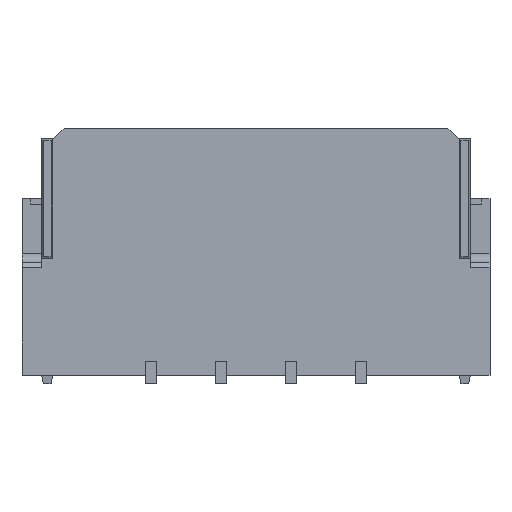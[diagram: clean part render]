
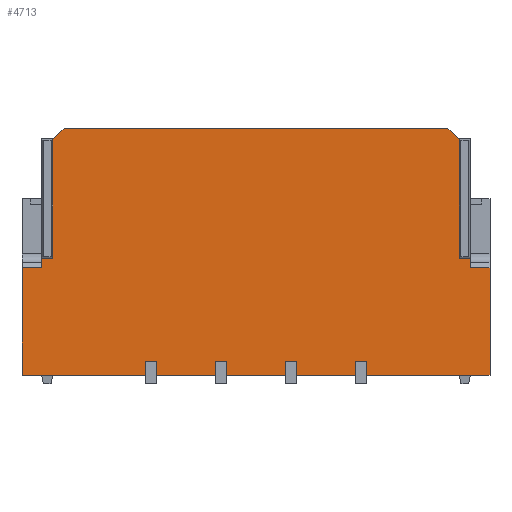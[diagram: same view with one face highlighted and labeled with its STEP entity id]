
A CAD part, front view. The second image highlights one B-rep face of the part: STEP entity #4713.
In plain terms, the highlighted planar face has unit normal (0, -1, 0).
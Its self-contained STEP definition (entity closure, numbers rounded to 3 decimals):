
#83=FACE_OUTER_BOUND('',#333,.T.);
#333=EDGE_LOOP('',(#3117,#3118,#3119,#3120,#3121,#3122,#3123,#3124,#3125,
#3126,#3127,#3128,#3129,#3130,#3131,#3132,#3133,#3134,#3135,#3136,#3137,
#3138,#3139,#3140,#3141,#3142,#3143,#3144,#3145,#3146));
#580=LINE('',#6521,#1244);
#584=LINE('',#6529,#1248);
#588=LINE('',#6537,#1252);
#592=LINE('',#6545,#1256);
#604=LINE('',#6569,#1268);
#611=LINE('',#6582,#1275);
#623=LINE('',#6616,#1287);
#624=LINE('',#6618,#1288);
#625=LINE('',#6620,#1289);
#626=LINE('',#6622,#1290);
#627=LINE('',#6624,#1291);
#628=LINE('',#6626,#1292);
#629=LINE('',#6628,#1293);
#630=LINE('',#6630,#1294);
#631=LINE('',#6632,#1295);
#632=LINE('',#6634,#1296);
#633=LINE('',#6636,#1297);
#634=LINE('',#6637,#1298);
#635=LINE('',#6639,#1299);
#636=LINE('',#6641,#1300);
#637=LINE('',#6642,#1301);
#638=LINE('',#6644,#1302);
#639=LINE('',#6646,#1303);
#640=LINE('',#6647,#1304);
#641=LINE('',#6649,#1305);
#642=LINE('',#6651,#1306);
#643=LINE('',#6652,#1307);
#644=LINE('',#6654,#1308);
#645=LINE('',#6655,#1309);
#646=LINE('',#6656,#1310);
#1244=VECTOR('',#5270,1.05);
#1248=VECTOR('',#5274,1.05);
#1252=VECTOR('',#5278,1.05);
#1256=VECTOR('',#5282,2.2);
#1268=VECTOR('',#5294,2.2);
#1275=VECTOR('',#5303,0.25);
#1287=VECTOR('',#5327,0.35);
#1288=VECTOR('',#5328,0.17);
#1289=VECTOR('',#5329,0.2);
#1290=VECTOR('',#5330,2.115);
#1291=VECTOR('',#5331,0.283);
#1292=VECTOR('',#5332,6.85);
#1293=VECTOR('',#5333,0.283);
#1294=VECTOR('',#5334,2.115);
#1295=VECTOR('',#5335,0.2);
#1296=VECTOR('',#5336,0.17);
#1297=VECTOR('',#5337,0.35);
#1298=VECTOR('',#5338,1.915);
#1299=VECTOR('',#5339,0.25);
#1300=VECTOR('',#5340,0.2);
#1301=VECTOR('',#5341,0.25);
#1302=VECTOR('',#5342,0.25);
#1303=VECTOR('',#5343,0.2);
#1304=VECTOR('',#5344,0.25);
#1305=VECTOR('',#5345,0.25);
#1306=VECTOR('',#5346,0.2);
#1307=VECTOR('',#5347,0.25);
#1308=VECTOR('',#5348,0.2);
#1309=VECTOR('',#5349,0.25);
#1310=VECTOR('',#5350,1.915);
#1907=VERTEX_POINT('',#6517);
#1909=VERTEX_POINT('',#6520);
#1912=VERTEX_POINT('',#6526);
#1913=VERTEX_POINT('',#6528);
#1916=VERTEX_POINT('',#6534);
#1917=VERTEX_POINT('',#6536);
#1920=VERTEX_POINT('',#6542);
#1921=VERTEX_POINT('',#6544);
#1932=VERTEX_POINT('',#6566);
#1933=VERTEX_POINT('',#6568);
#1938=VERTEX_POINT('',#6580);
#1953=VERTEX_POINT('',#6614);
#1954=VERTEX_POINT('',#6615);
#1955=VERTEX_POINT('',#6617);
#1956=VERTEX_POINT('',#6619);
#1957=VERTEX_POINT('',#6621);
#1958=VERTEX_POINT('',#6623);
#1959=VERTEX_POINT('',#6625);
#1960=VERTEX_POINT('',#6627);
#1961=VERTEX_POINT('',#6629);
#1962=VERTEX_POINT('',#6631);
#1963=VERTEX_POINT('',#6633);
#1964=VERTEX_POINT('',#6635);
#1965=VERTEX_POINT('',#6638);
#1966=VERTEX_POINT('',#6640);
#1967=VERTEX_POINT('',#6643);
#1968=VERTEX_POINT('',#6645);
#1969=VERTEX_POINT('',#6648);
#1970=VERTEX_POINT('',#6650);
#1971=VERTEX_POINT('',#6653);
#2364=EDGE_CURVE('',#1909,#1907,#580,.T.);
#2368=EDGE_CURVE('',#1913,#1912,#584,.T.);
#2372=EDGE_CURVE('',#1917,#1916,#588,.T.);
#2376=EDGE_CURVE('',#1921,#1920,#592,.T.);
#2388=EDGE_CURVE('',#1933,#1932,#604,.T.);
#2395=EDGE_CURVE('',#1907,#1938,#611,.T.);
#2410=EDGE_CURVE('',#1953,#1954,#623,.T.);
#2411=EDGE_CURVE('',#1954,#1955,#624,.T.);
#2412=EDGE_CURVE('',#1956,#1955,#625,.T.);
#2413=EDGE_CURVE('',#1956,#1957,#626,.T.);
#2414=EDGE_CURVE('',#1957,#1958,#627,.T.);
#2415=EDGE_CURVE('',#1959,#1958,#628,.T.);
#2416=EDGE_CURVE('',#1959,#1960,#629,.T.);
#2417=EDGE_CURVE('',#1961,#1960,#630,.T.);
#2418=EDGE_CURVE('',#1961,#1962,#631,.T.);
#2419=EDGE_CURVE('',#1962,#1963,#632,.T.);
#2420=EDGE_CURVE('',#1963,#1964,#633,.T.);
#2421=EDGE_CURVE('',#1921,#1964,#634,.T.);
#2422=EDGE_CURVE('',#1965,#1920,#635,.T.);
#2423=EDGE_CURVE('',#1965,#1966,#636,.T.);
#2424=EDGE_CURVE('',#1966,#1917,#637,.T.);
#2425=EDGE_CURVE('',#1916,#1967,#638,.T.);
#2426=EDGE_CURVE('',#1967,#1968,#639,.T.);
#2427=EDGE_CURVE('',#1913,#1968,#640,.T.);
#2428=EDGE_CURVE('',#1912,#1969,#641,.T.);
#2429=EDGE_CURVE('',#1969,#1970,#642,.T.);
#2430=EDGE_CURVE('',#1909,#1970,#643,.T.);
#2431=EDGE_CURVE('',#1938,#1971,#644,.T.);
#2432=EDGE_CURVE('',#1933,#1971,#645,.T.);
#2433=EDGE_CURVE('',#1932,#1953,#646,.T.);
#3117=ORIENTED_EDGE('',*,*,#2410,.T.);
#3118=ORIENTED_EDGE('',*,*,#2411,.T.);
#3119=ORIENTED_EDGE('',*,*,#2412,.F.);
#3120=ORIENTED_EDGE('',*,*,#2413,.T.);
#3121=ORIENTED_EDGE('',*,*,#2414,.T.);
#3122=ORIENTED_EDGE('',*,*,#2415,.F.);
#3123=ORIENTED_EDGE('',*,*,#2416,.T.);
#3124=ORIENTED_EDGE('',*,*,#2417,.F.);
#3125=ORIENTED_EDGE('',*,*,#2418,.T.);
#3126=ORIENTED_EDGE('',*,*,#2419,.T.);
#3127=ORIENTED_EDGE('',*,*,#2420,.T.);
#3128=ORIENTED_EDGE('',*,*,#2421,.F.);
#3129=ORIENTED_EDGE('',*,*,#2376,.T.);
#3130=ORIENTED_EDGE('',*,*,#2422,.F.);
#3131=ORIENTED_EDGE('',*,*,#2423,.T.);
#3132=ORIENTED_EDGE('',*,*,#2424,.T.);
#3133=ORIENTED_EDGE('',*,*,#2372,.T.);
#3134=ORIENTED_EDGE('',*,*,#2425,.T.);
#3135=ORIENTED_EDGE('',*,*,#2426,.T.);
#3136=ORIENTED_EDGE('',*,*,#2427,.F.);
#3137=ORIENTED_EDGE('',*,*,#2368,.T.);
#3138=ORIENTED_EDGE('',*,*,#2428,.T.);
#3139=ORIENTED_EDGE('',*,*,#2429,.T.);
#3140=ORIENTED_EDGE('',*,*,#2430,.F.);
#3141=ORIENTED_EDGE('',*,*,#2364,.T.);
#3142=ORIENTED_EDGE('',*,*,#2395,.T.);
#3143=ORIENTED_EDGE('',*,*,#2431,.T.);
#3144=ORIENTED_EDGE('',*,*,#2432,.F.);
#3145=ORIENTED_EDGE('',*,*,#2388,.T.);
#3146=ORIENTED_EDGE('',*,*,#2433,.T.);
#4485=PLANE('',#4980);
#4713=ADVANCED_FACE('',(#83),#4485,.T.);
#4980=AXIS2_PLACEMENT_3D('',#6613,#5325,#5326);
#5270=DIRECTION('',(1.,0.,0.));
#5274=DIRECTION('',(1.,0.,0.));
#5278=DIRECTION('',(1.,0.,0.));
#5282=DIRECTION('',(1.,0.,0.));
#5294=DIRECTION('',(1.,0.,0.));
#5303=DIRECTION('',(0.,0.,1.));
#5325=DIRECTION('center_axis',(0.,-1.,0.));
#5326=DIRECTION('ref_axis',(1.,0.,0.));
#5327=DIRECTION('',(-1.,0.,0.));
#5328=DIRECTION('',(0.,0.,1.));
#5329=DIRECTION('',(1.,0.,0.));
#5330=DIRECTION('',(0.,0.,1.));
#5331=DIRECTION('',(-0.707,0.,0.707));
#5332=DIRECTION('',(1.,0.,0.));
#5333=DIRECTION('',(-0.707,0.,-0.707));
#5334=DIRECTION('',(0.,0.,1.));
#5335=DIRECTION('',(-1.,0.,0.));
#5336=DIRECTION('',(0.,0.,-1.));
#5337=DIRECTION('',(-1.,0.,0.));
#5338=DIRECTION('',(0.,0.,1.));
#5339=DIRECTION('',(0.,0.,-1.));
#5340=DIRECTION('',(1.,0.,0.));
#5341=DIRECTION('',(0.,0.,-1.));
#5342=DIRECTION('',(0.,0.,1.));
#5343=DIRECTION('',(1.,0.,0.));
#5344=DIRECTION('',(0.,0.,1.));
#5345=DIRECTION('',(0.,0.,1.));
#5346=DIRECTION('',(1.,0.,0.));
#5347=DIRECTION('',(0.,0.,1.));
#5348=DIRECTION('',(1.,0.,0.));
#5349=DIRECTION('',(0.,0.,1.));
#5350=DIRECTION('',(0.,0.,1.));
#6517=CARTESIAN_POINT('',(1.775,-2.725,-2.2));
#6520=CARTESIAN_POINT('',(0.725,-2.725,-2.2));
#6521=CARTESIAN_POINT('',(0.725,-2.725,-2.2));
#6526=CARTESIAN_POINT('',(0.525,-2.725,-2.2));
#6528=CARTESIAN_POINT('',(-0.525,-2.725,-2.2));
#6529=CARTESIAN_POINT('',(-0.525,-2.725,-2.2));
#6534=CARTESIAN_POINT('',(-0.725,-2.725,-2.2));
#6536=CARTESIAN_POINT('',(-1.775,-2.725,-2.2));
#6537=CARTESIAN_POINT('',(-1.775,-2.725,-2.2));
#6542=CARTESIAN_POINT('',(-1.975,-2.725,-2.2));
#6544=CARTESIAN_POINT('',(-4.175,-2.725,-2.2));
#6545=CARTESIAN_POINT('',(-4.175,-2.725,-2.2));
#6566=CARTESIAN_POINT('',(4.175,-2.725,-2.2));
#6568=CARTESIAN_POINT('',(1.975,-2.725,-2.2));
#6569=CARTESIAN_POINT('',(1.975,-2.725,-2.2));
#6580=CARTESIAN_POINT('',(1.775,-2.725,-1.95));
#6582=CARTESIAN_POINT('',(1.775,-2.725,-2.2));
#6613=CARTESIAN_POINT('Origin',(-4.175,-2.725,-2.2));
#6614=CARTESIAN_POINT('',(4.175,-2.725,-0.285));
#6615=CARTESIAN_POINT('',(3.825,-2.725,-0.285));
#6616=CARTESIAN_POINT('',(4.175,-2.725,-0.285));
#6617=CARTESIAN_POINT('',(3.825,-2.725,-0.115));
#6618=CARTESIAN_POINT('',(3.825,-2.725,-0.285));
#6619=CARTESIAN_POINT('',(3.625,-2.725,-0.115));
#6620=CARTESIAN_POINT('',(3.625,-2.725,-0.115));
#6621=CARTESIAN_POINT('',(3.625,-2.725,2.));
#6622=CARTESIAN_POINT('',(3.625,-2.725,-0.115));
#6623=CARTESIAN_POINT('',(3.425,-2.725,2.2));
#6624=CARTESIAN_POINT('',(3.625,-2.725,2.));
#6625=CARTESIAN_POINT('',(-3.425,-2.725,2.2));
#6626=CARTESIAN_POINT('',(-3.425,-2.725,2.2));
#6627=CARTESIAN_POINT('',(-3.625,-2.725,2.));
#6628=CARTESIAN_POINT('',(-3.425,-2.725,2.2));
#6629=CARTESIAN_POINT('',(-3.625,-2.725,-0.115));
#6630=CARTESIAN_POINT('',(-3.625,-2.725,-0.115));
#6631=CARTESIAN_POINT('',(-3.825,-2.725,-0.115));
#6632=CARTESIAN_POINT('',(-3.625,-2.725,-0.115));
#6633=CARTESIAN_POINT('',(-3.825,-2.725,-0.285));
#6634=CARTESIAN_POINT('',(-3.825,-2.725,-0.115));
#6635=CARTESIAN_POINT('',(-4.175,-2.725,-0.285));
#6636=CARTESIAN_POINT('',(-3.825,-2.725,-0.285));
#6637=CARTESIAN_POINT('',(-4.175,-2.725,-2.2));
#6638=CARTESIAN_POINT('',(-1.975,-2.725,-1.95));
#6639=CARTESIAN_POINT('',(-1.975,-2.725,-1.95));
#6640=CARTESIAN_POINT('',(-1.775,-2.725,-1.95));
#6641=CARTESIAN_POINT('',(-1.975,-2.725,-1.95));
#6642=CARTESIAN_POINT('',(-1.775,-2.725,-1.95));
#6643=CARTESIAN_POINT('',(-0.725,-2.725,-1.95));
#6644=CARTESIAN_POINT('',(-0.725,-2.725,-2.2));
#6645=CARTESIAN_POINT('',(-0.525,-2.725,-1.95));
#6646=CARTESIAN_POINT('',(-0.725,-2.725,-1.95));
#6647=CARTESIAN_POINT('',(-0.525,-2.725,-2.2));
#6648=CARTESIAN_POINT('',(0.525,-2.725,-1.95));
#6649=CARTESIAN_POINT('',(0.525,-2.725,-2.2));
#6650=CARTESIAN_POINT('',(0.725,-2.725,-1.95));
#6651=CARTESIAN_POINT('',(0.525,-2.725,-1.95));
#6652=CARTESIAN_POINT('',(0.725,-2.725,-2.2));
#6653=CARTESIAN_POINT('',(1.975,-2.725,-1.95));
#6654=CARTESIAN_POINT('',(1.775,-2.725,-1.95));
#6655=CARTESIAN_POINT('',(1.975,-2.725,-2.2));
#6656=CARTESIAN_POINT('',(4.175,-2.725,-2.2));
